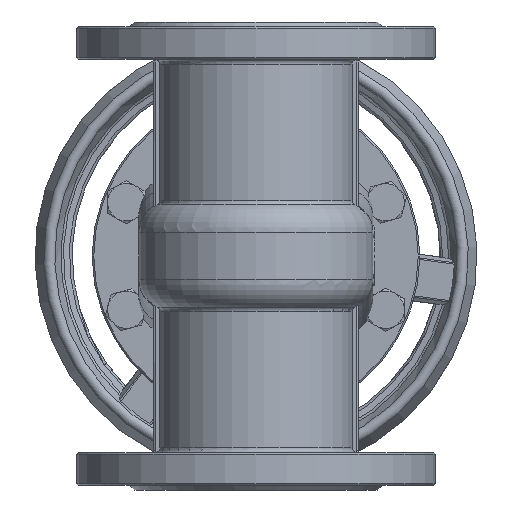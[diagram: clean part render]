
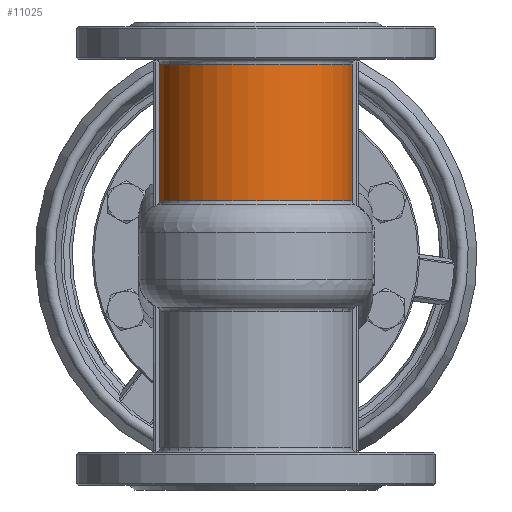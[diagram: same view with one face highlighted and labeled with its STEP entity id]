
A CAD part, front view. The second image highlights one B-rep face of the part: STEP entity #11025.
In plain terms, the highlighted cylindrical face has radius 62.5 mm (diameter 125 mm), a partial arc.
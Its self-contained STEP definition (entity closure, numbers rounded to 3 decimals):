
#1112=CYLINDRICAL_SURFACE('',#12200,62.5);
#1535=FACE_OUTER_BOUND('',#2249,.T.);
#2249=EDGE_LOOP('',(#8845,#8846,#8847,#8848));
#2538=LINE('',#16104,#3127);
#2967=LINE('',#19273,#3556);
#3127=VECTOR('',#12916,10.);
#3556=VECTOR('',#14661,10.);
#3752=CIRCLE('',#11542,62.5);
#4076=CIRCLE('',#12199,62.5);
#4395=VERTEX_POINT('',#16094);
#4396=VERTEX_POINT('',#16103);
#4398=VERTEX_POINT('',#16129);
#4955=VERTEX_POINT('',#19272);
#5413=EDGE_CURVE('',#4396,#4395,#2538,.T.);
#5418=EDGE_CURVE('',#4396,#4398,#3752,.T.);
#6310=EDGE_CURVE('',#4398,#4955,#2967,.F.);
#6314=EDGE_CURVE('',#4395,#4955,#4076,.T.);
#8845=ORIENTED_EDGE('',*,*,#5418,.F.);
#8846=ORIENTED_EDGE('',*,*,#5413,.T.);
#8847=ORIENTED_EDGE('',*,*,#6314,.T.);
#8848=ORIENTED_EDGE('',*,*,#6310,.F.);
#11025=ADVANCED_FACE('',(#1535),#1112,.T.);
#11542=AXIS2_PLACEMENT_3D('',#16140,#12923,#12924);
#12199=AXIS2_PLACEMENT_3D('',#19289,#14666,#14667);
#12200=AXIS2_PLACEMENT_3D('',#19290,#14668,#14669);
#12916=DIRECTION('',(0.,0.,-1.));
#12923=DIRECTION('center_axis',(0.,0.,1.));
#12924=DIRECTION('ref_axis',(0.,-1.,0.));
#14661=DIRECTION('',(0.,0.,1.));
#14666=DIRECTION('center_axis',(0.,0.,1.));
#14667=DIRECTION('ref_axis',(0.,-1.,0.));
#14668=DIRECTION('center_axis',(0.,0.,1.));
#14669=DIRECTION('ref_axis',(1.,0.,0.));
#16094=CARTESIAN_POINT('',(-61.695,-10.,150.463));
#16103=CARTESIAN_POINT('',(-61.695,-10.,238.));
#16104=CARTESIAN_POINT('',(-61.695,-10.,210.));
#16129=CARTESIAN_POINT('',(61.695,-10.,238.));
#16140=CARTESIAN_POINT('Origin',(0.,0.,238.));
#19272=CARTESIAN_POINT('',(61.695,-10.,150.463));
#19273=CARTESIAN_POINT('',(61.695,-10.,210.));
#19289=CARTESIAN_POINT('Origin',(0.,0.,150.463));
#19290=CARTESIAN_POINT('Origin',(0.,0.,210.));
